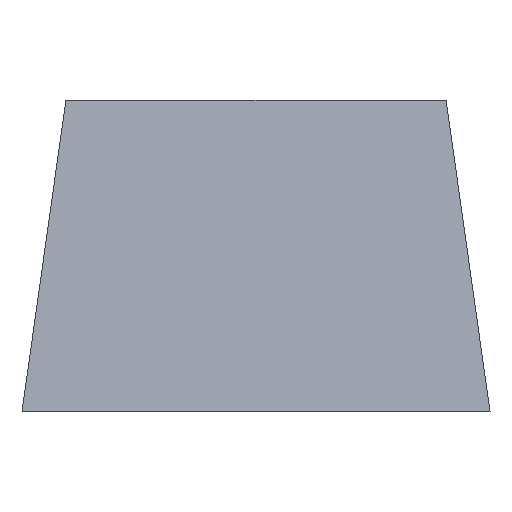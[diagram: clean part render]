
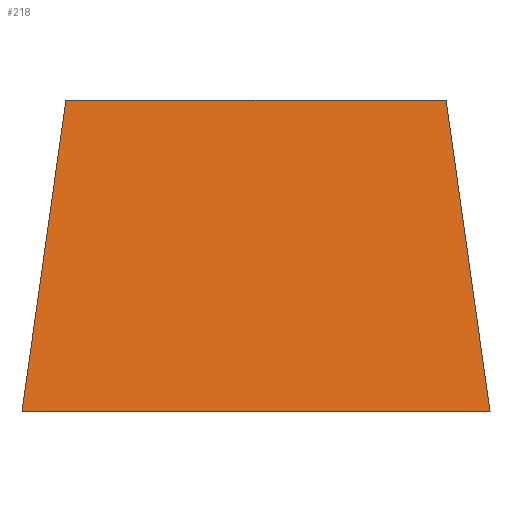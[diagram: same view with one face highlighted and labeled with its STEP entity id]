
A CAD part, front view. The second image highlights one B-rep face of the part: STEP entity #218.
In plain terms, the highlighted planar face has unit normal (0, -0.99, 0.139).
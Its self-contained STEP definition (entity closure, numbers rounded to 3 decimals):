
#22 = VERTEX_POINT('',#23);
#23 = CARTESIAN_POINT('',(251.613,285.546,
    317.62));
#31 = PLANE('',#32);
#32 = AXIS2_PLACEMENT_3D('',#33,#34,#35);
#33 = CARTESIAN_POINT('',(250.357,284.817,
    317.62));
#34 = DIRECTION('',(0.,0.,1.));
#35 = DIRECTION('',(1.,0.,0.));
#42 = PLANE('',#43);
#43 = AXIS2_PLACEMENT_3D('',#44,#45,#46);
#44 = CARTESIAN_POINT('',(251.505,285.29,
    318.389));
#45 = DIRECTION('',(0.99,0.,0.139));
#46 = DIRECTION('',(-0.139,0.,0.99)
  );
#79 = VERTEX_POINT('',#80);
#80 = CARTESIAN_POINT('',(251.126,285.546,317.62
    ));
#92 = PLANE('',#93);
#93 = AXIS2_PLACEMENT_3D('',#94,#95,#96);
#94 = CARTESIAN_POINT('',(250.961,285.29,
    316.452));
#95 = DIRECTION('',(-0.99,0.,0.139)
  );
#96 = DIRECTION('',(-0.139,0.,-0.99)
  );
#103 = EDGE_CURVE('',#79,#22,#104,.T.);
#104 = SURFACE_CURVE('',#105,(#108,#114),.PCURVE_S1.);
#105 = B_SPLINE_CURVE_WITH_KNOTS('',1,(#106,#107),.UNSPECIFIED.,.F.,.F.,
  (2,2),(0.,0.488),.PIECEWISE_BEZIER_KNOTS.);
#106 = CARTESIAN_POINT('',(251.126,285.546,
    317.62));
#107 = CARTESIAN_POINT('',(251.613,285.546,
    317.62));
#108 = PCURVE('',#31,#109);
#109 = DEFINITIONAL_REPRESENTATION('',(#110),#113);
#110 = B_SPLINE_CURVE_WITH_KNOTS('',1,(#111,#112),.UNSPECIFIED.,.F.,.F.,
  (2,2),(0.,0.488),.PIECEWISE_BEZIER_KNOTS.);
#111 = CARTESIAN_POINT('',(0.769,0.729));
#112 = CARTESIAN_POINT('',(1.256,0.729));
#113 = ( GEOMETRIC_REPRESENTATION_CONTEXT(2) 
PARAMETRIC_REPRESENTATION_CONTEXT() REPRESENTATION_CONTEXT('2D SPACE',''
  ) );
#114 = PCURVE('',#115,#120);
#115 = PLANE('',#116);
#116 = AXIS2_PLACEMENT_3D('',#117,#118,#119);
#117 = CARTESIAN_POINT('',(250.289,285.654,
    318.389));
#118 = DIRECTION('',(0.,-0.99,0.139));
#119 = DIRECTION('',(0.,-0.139,-0.99)
  );
#120 = DEFINITIONAL_REPRESENTATION('',(#121),#124);
#121 = B_SPLINE_CURVE_WITH_KNOTS('',1,(#122,#123),.UNSPECIFIED.,.F.,.F.,
  (2,2),(0.,0.488),.PIECEWISE_BEZIER_KNOTS.);
#122 = CARTESIAN_POINT('',(0.776,0.836));
#123 = CARTESIAN_POINT('',(0.776,1.324));
#124 = ( GEOMETRIC_REPRESENTATION_CONTEXT(2) 
PARAMETRIC_REPRESENTATION_CONTEXT() REPRESENTATION_CONTEXT('2D SPACE',''
  ) );
#218 = ADVANCED_FACE('',(#219),#115,.T.);
#219 = FACE_BOUND('',#220,.T.);
#220 = EDGE_LOOP('',(#221,#248,#266,#267));
#221 = ORIENTED_EDGE('',*,*,#222,.T.);
#222 = EDGE_CURVE('',#223,#225,#227,.T.);
#223 = VERTEX_POINT('',#224);
#224 = CARTESIAN_POINT('',(251.069,285.49,
    317.22));
#225 = VERTEX_POINT('',#226);
#226 = CARTESIAN_POINT('',(251.669,285.49,
    317.22));
#227 = SURFACE_CURVE('',#228,(#231,#237),.PCURVE_S1.);
#228 = B_SPLINE_CURVE_WITH_KNOTS('',1,(#229,#230),.UNSPECIFIED.,.F.,.F.,
  (2,2),(0.,0.6),.PIECEWISE_BEZIER_KNOTS.);
#229 = CARTESIAN_POINT('',(251.069,285.49,
    317.22));
#230 = CARTESIAN_POINT('',(251.669,285.49,
    317.22));
#231 = PCURVE('',#115,#232);
#232 = DEFINITIONAL_REPRESENTATION('',(#233),#236);
#233 = B_SPLINE_CURVE_WITH_KNOTS('',1,(#234,#235),.UNSPECIFIED.,.F.,.F.,
  (2,2),(0.,0.6),.PIECEWISE_BEZIER_KNOTS.);
#234 = CARTESIAN_POINT('',(1.18,0.78));
#235 = CARTESIAN_POINT('',(1.18,1.38));
#236 = ( GEOMETRIC_REPRESENTATION_CONTEXT(2) 
PARAMETRIC_REPRESENTATION_CONTEXT() REPRESENTATION_CONTEXT('2D SPACE',''
  ) );
#237 = PCURVE('',#238,#243);
#238 = PLANE('',#239);
#239 = AXIS2_PLACEMENT_3D('',#240,#241,#242);
#240 = CARTESIAN_POINT('',(250.289,285.29,
    317.22));
#241 = DIRECTION('',(0.,0.,-1.));
#242 = DIRECTION('',(-1.,0.,0.));
#243 = DEFINITIONAL_REPRESENTATION('',(#244),#247);
#244 = B_SPLINE_CURVE_WITH_KNOTS('',1,(#245,#246),.UNSPECIFIED.,.F.,.F.,
  (2,2),(0.,0.6),.PIECEWISE_BEZIER_KNOTS.);
#245 = CARTESIAN_POINT('',(-0.78,0.2));
#246 = CARTESIAN_POINT('',(-1.38,0.2));
#247 = ( GEOMETRIC_REPRESENTATION_CONTEXT(2) 
PARAMETRIC_REPRESENTATION_CONTEXT() REPRESENTATION_CONTEXT('2D SPACE',''
  ) );
#248 = ORIENTED_EDGE('',*,*,#249,.T.);
#249 = EDGE_CURVE('',#225,#22,#250,.T.);
#250 = SURFACE_CURVE('',#251,(#254,#260),.PCURVE_S1.);
#251 = B_SPLINE_CURVE_WITH_KNOTS('',1,(#252,#253),.UNSPECIFIED.,.F.,.F.,
  (2,2),(-0.408,0.),.PIECEWISE_BEZIER_KNOTS.);
#252 = CARTESIAN_POINT('',(251.669,285.49,
    317.22));
#253 = CARTESIAN_POINT('',(251.613,285.546,
    317.62));
#254 = PCURVE('',#115,#255);
#255 = DEFINITIONAL_REPRESENTATION('',(#256),#259);
#256 = B_SPLINE_CURVE_WITH_KNOTS('',1,(#257,#258),.UNSPECIFIED.,.F.,.F.,
  (2,2),(-0.408,0.),.PIECEWISE_BEZIER_KNOTS.);
#257 = CARTESIAN_POINT('',(1.18,1.38));
#258 = CARTESIAN_POINT('',(0.776,1.324));
#259 = ( GEOMETRIC_REPRESENTATION_CONTEXT(2) 
PARAMETRIC_REPRESENTATION_CONTEXT() REPRESENTATION_CONTEXT('2D SPACE',''
  ) );
#260 = PCURVE('',#42,#261);
#261 = DEFINITIONAL_REPRESENTATION('',(#262),#265);
#262 = B_SPLINE_CURVE_WITH_KNOTS('',1,(#263,#264),.UNSPECIFIED.,.F.,.F.,
  (2,2),(-0.408,0.),.PIECEWISE_BEZIER_KNOTS.);
#263 = CARTESIAN_POINT('',(-1.18,-0.2));
#264 = CARTESIAN_POINT('',(-0.776,-0.256));
#265 = ( GEOMETRIC_REPRESENTATION_CONTEXT(2) 
PARAMETRIC_REPRESENTATION_CONTEXT() REPRESENTATION_CONTEXT('2D SPACE',''
  ) );
#266 = ORIENTED_EDGE('',*,*,#103,.F.);
#267 = ORIENTED_EDGE('',*,*,#268,.T.);
#268 = EDGE_CURVE('',#79,#223,#269,.T.);
#269 = SURFACE_CURVE('',#270,(#273,#279),.PCURVE_S1.);
#270 = B_SPLINE_CURVE_WITH_KNOTS('',1,(#271,#272),.UNSPECIFIED.,.F.,.F.,
  (2,2),(0.,0.408),.PIECEWISE_BEZIER_KNOTS.);
#271 = CARTESIAN_POINT('',(251.126,285.546,
    317.62));
#272 = CARTESIAN_POINT('',(251.069,285.49,
    317.22));
#273 = PCURVE('',#115,#274);
#274 = DEFINITIONAL_REPRESENTATION('',(#275),#278);
#275 = B_SPLINE_CURVE_WITH_KNOTS('',1,(#276,#277),.UNSPECIFIED.,.F.,.F.,
  (2,2),(0.,0.408),.PIECEWISE_BEZIER_KNOTS.);
#276 = CARTESIAN_POINT('',(0.776,0.836));
#277 = CARTESIAN_POINT('',(1.18,0.78));
#278 = ( GEOMETRIC_REPRESENTATION_CONTEXT(2) 
PARAMETRIC_REPRESENTATION_CONTEXT() REPRESENTATION_CONTEXT('2D SPACE',''
  ) );
#279 = PCURVE('',#92,#280);
#280 = DEFINITIONAL_REPRESENTATION('',(#281),#284);
#281 = B_SPLINE_CURVE_WITH_KNOTS('',1,(#282,#283),.UNSPECIFIED.,.F.,.F.,
  (2,2),(0.,0.408),.PIECEWISE_BEZIER_KNOTS.);
#282 = CARTESIAN_POINT('',(-1.18,-0.256));
#283 = CARTESIAN_POINT('',(-0.776,-0.2));
#284 = ( GEOMETRIC_REPRESENTATION_CONTEXT(2) 
PARAMETRIC_REPRESENTATION_CONTEXT() REPRESENTATION_CONTEXT('2D SPACE',''
  ) );
